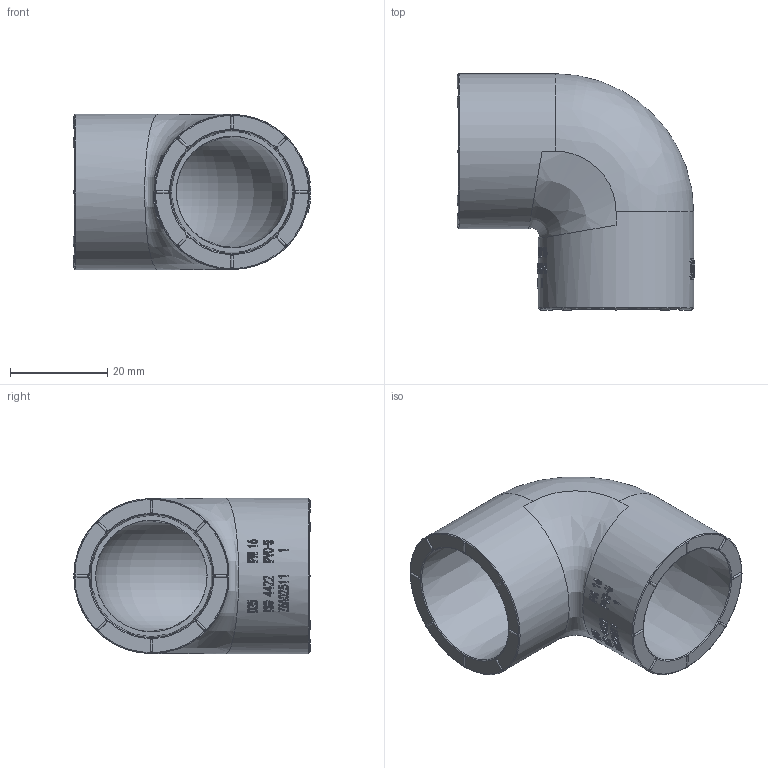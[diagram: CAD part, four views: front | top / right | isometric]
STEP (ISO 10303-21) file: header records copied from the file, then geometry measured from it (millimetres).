
FILE_DESCRIPTION(/* description */ (''),/* implementation_level */ '2;1');
FILE_NAME(/* name */ '25弯头90°.stp',/* time_stamp */ '2025-09-06T14:49:20+08:00',/* author */ (''),/* organization */ (''),/* preprocessor_version */ 'ST-DEVELOPER v16.7',/* originating_system */ 'SIEMENS PLM Software NX 12.0',/* authorisation */ '');
FILE_SCHEMA (('AUTOMOTIVE_DESIGN { 1 0 10303 214 3 1 1 1 }'));
Length unit declared in the file: millimetre
Products named in the file (1): Admi3FE060005c82
Bounding box: 49 x 48.75 x 32 mm (x, y, z)
Surface area: 11330.8 mm2 (no closed solid volume)
Topology: 0 solids, 1 shells, 368 faces, 967 edges, 613 vertices
Faces by surface type: plane 156, bspline 108, cylinder 63, sphere 32, torus 5, cone 4
Full cylindrical faces by diameter (mm): 32 x2
Entity records: 16762 total; most frequent: CARTESIAN_POINT 9459, ORIENTED_EDGE 1810, DIRECTION 922, EDGE_CURVE 905, B_SPLINE_CURVE_WITH_KNOTS 644, VERTEX_POINT 602, EDGE_LOOP 433, AXIS2_PLACEMENT_3D 400
